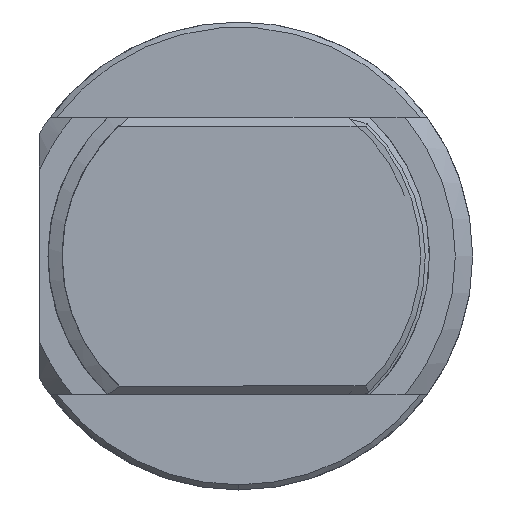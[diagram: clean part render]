
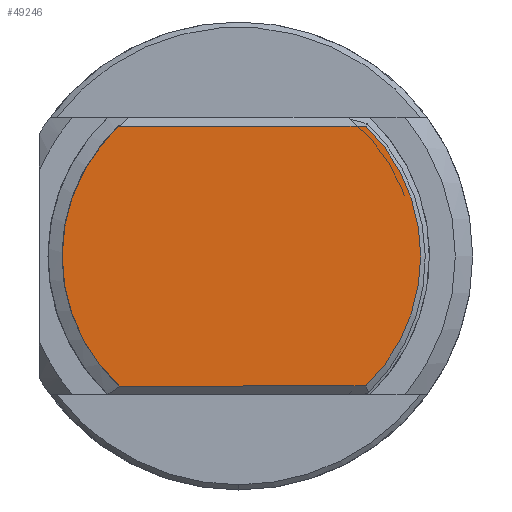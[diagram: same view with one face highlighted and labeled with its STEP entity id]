
A CAD part, left-side view. The second image highlights one B-rep face of the part: STEP entity #49246.
In plain terms, the highlighted face is planar.
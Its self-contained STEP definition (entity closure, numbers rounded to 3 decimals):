
#595 = CARTESIAN_POINT ( 'NONE',  ( 20., 8.106, -6.171 ) ) ;
#675 = CARTESIAN_POINT ( 'NONE',  ( 20., 6.995, -7.5 ) ) ;
#703 = ORIENTED_EDGE ( 'NONE', *, *, #34518, .T. ) ;
#832 = B_SPLINE_CURVE_WITH_KNOTS ( 'NONE', 3,
 ( #18760, #35340, #51898, #14957, #27438, #44004, #11930, #2736, #53236, #40463, #49156, #40197, #7596, #23636, #16014, #15220, #36383, #28226, #52698, #11400 ),
 .UNSPECIFIED., .F., .F.,
 ( 4, 2, 2, 2, 2, 2, 2, 2, 2, 4 ),
 ( 0., 0.002, 0.004, 0.005, 0.006, 0.008, 0.009, 0.011, 0.013, 0.015 ),
 .UNSPECIFIED. ) ;
#1256 = DIRECTION ( 'NONE',  ( 0., 1., 0. ) ) ;
#1790 = EDGE_CURVE ( 'NONE', #24716, #48042, #46620, .T. ) ;
#1940 = ORIENTED_EDGE ( 'NONE', *, *, #49621, .T. ) ;
#2678 = ORIENTED_EDGE ( 'NONE', *, *, #12008, .T. ) ;
#2736 = CARTESIAN_POINT ( 'NONE',  ( 20., 10.065, -1.608 ) ) ;
#7596 = CARTESIAN_POINT ( 'NONE',  ( 20., 9.982, 2.132 ) ) ;
#8003 = CARTESIAN_POINT ( 'NONE',  ( 20., -7.348, -7.5 ) ) ;
#9413 = CARTESIAN_POINT ( 'NONE',  ( 20., 7.55, -7.5 ) ) ;
#10861 = PLANE ( 'NONE',  #22827 ) ;
#11143 = VERTEX_POINT ( 'NONE', #11724 ) ;
#11400 = CARTESIAN_POINT ( 'NONE',  ( 20., 6.895, 7.5 ) ) ;
#11642 = DIRECTION ( 'NONE',  ( 0., 0., -1. ) ) ;
#11724 = CARTESIAN_POINT ( 'NONE',  ( 20., -7.348, 7.5 ) ) ;
#11856 = EDGE_LOOP ( 'NONE', ( #45287, #2678, #703, #37243, #1940 ) ) ;
#11930 = CARTESIAN_POINT ( 'NONE',  ( 20., 9.947, -2.225 ) ) ;
#12008 = EDGE_CURVE ( 'NONE', #48042, #45873, #45721, .T. ) ;
#12187 = CARTESIAN_POINT ( 'NONE',  ( 20., 8.106, -6.171 ) ) ;
#14057 = EDGE_CURVE ( 'NONE', #18169, #11143, #42261, .T. ) ;
#14957 = CARTESIAN_POINT ( 'NONE',  ( 20., 9.382, -4.019 ) ) ;
#15202 = DIRECTION ( 'NONE',  ( 1., 0., 0. ) ) ;
#15220 = CARTESIAN_POINT ( 'NONE',  ( 20., 8.865, 5.06 ) ) ;
#16014 = CARTESIAN_POINT ( 'NONE',  ( 20., 9.42, 3.932 ) ) ;
#17053 = DIRECTION ( 'NONE',  ( 1., 0., 0. ) ) ;
#17557 = DIRECTION ( 'NONE',  ( 0., -1., 0. ) ) ;
#18169 = VERTEX_POINT ( 'NONE', #44926 ) ;
#18293 = VECTOR ( 'NONE', #17557, 1000. ) ;
#18760 = CARTESIAN_POINT ( 'NONE',  ( 20., 8.106, -6.171 ) ) ;
#20598 = CARTESIAN_POINT ( 'NONE',  ( 20., 7.774, -6.646 ) ) ;
#21398 = CARTESIAN_POINT ( 'NONE',  ( 20., 0., 0. ) ) ;
#22827 = AXIS2_PLACEMENT_3D ( 'NONE', #52949, #15202, #11642 ) ;
#23636 = CARTESIAN_POINT ( 'NONE',  ( 20., 9.645, 3.342 ) ) ;
#24716 = VERTEX_POINT ( 'NONE', #8003 ) ;
#27438 = CARTESIAN_POINT ( 'NONE',  ( 20., 9.611, -3.439 ) ) ;
#28226 = CARTESIAN_POINT ( 'NONE',  ( 20., 7.781, 6.606 ) ) ;
#32564 = CARTESIAN_POINT ( 'NONE',  ( 20., 7.403, -7.089 ) ) ;
#34518 = EDGE_CURVE ( 'NONE', #45873, #18169, #832, .T. ) ;
#35340 = CARTESIAN_POINT ( 'NONE',  ( 20., 8.488, -5.67 ) ) ;
#36383 = CARTESIAN_POINT ( 'NONE',  ( 20., 8.535, 5.599 ) ) ;
#37243 = ORIENTED_EDGE ( 'NONE', *, *, #14057, .T. ) ;
#40197 = CARTESIAN_POINT ( 'NONE',  ( 20., 10.095, 1.508 ) ) ;
#40463 = CARTESIAN_POINT ( 'NONE',  ( 20., 10.201, -0.359 ) ) ;
#42001 = CARTESIAN_POINT ( 'NONE',  ( 20., -7.55, 7.5 ) ) ;
#42261 = LINE ( 'NONE', #42001, #18293 ) ;
#44004 = CARTESIAN_POINT ( 'NONE',  ( 20., 9.874, -2.531 ) ) ;
#44260 = CARTESIAN_POINT ( 'NONE',  ( 20., 6.995, -7.5 ) ) ;
#44926 = CARTESIAN_POINT ( 'NONE',  ( 20., 6.895, 7.5 ) ) ;
#44990 = VECTOR ( 'NONE', #1256, 1000. ) ;
#45287 = ORIENTED_EDGE ( 'NONE', *, *, #1790, .T. ) ;
#45371 = CIRCLE ( 'NONE', #52340, 10.5 ) ;
#45721 = B_SPLINE_CURVE_WITH_KNOTS ( 'NONE', 3,
 ( #44260, #32564, #20598, #12187 ),
 .UNSPECIFIED., .F., .F.,
 ( 4, 4 ),
 ( 0., 0.002 ),
 .UNSPECIFIED. ) ;
#45873 = VERTEX_POINT ( 'NONE', #595 ) ;
#46620 = LINE ( 'NONE', #9413, #44990 ) ;
#48042 = VERTEX_POINT ( 'NONE', #675 ) ;
#49156 = CARTESIAN_POINT ( 'NONE',  ( 20., 10.204, 0.264 ) ) ;
#49246 = ADVANCED_FACE ( 'NONE', ( #52675 ), #10861, .T. ) ;
#49621 = EDGE_CURVE ( 'NONE', #11143, #24716, #45371, .T. ) ;
#50211 = DIRECTION ( 'NONE',  ( 0., 0., -1. ) ) ;
#51898 = CARTESIAN_POINT ( 'NONE',  ( 20., 8.822, -5.134 ) ) ;
#52340 = AXIS2_PLACEMENT_3D ( 'NONE', #21398, #17053, #50211 ) ;
#52675 = FACE_OUTER_BOUND ( 'NONE', #11856, .T. ) ;
#52698 = CARTESIAN_POINT ( 'NONE',  ( 20., 7.359, 7.074 ) ) ;
#52949 = CARTESIAN_POINT ( 'NONE',  ( 20., 11., 0. ) ) ;
#53236 = CARTESIAN_POINT ( 'NONE',  ( 20., 10.11, -1.296 ) ) ;
